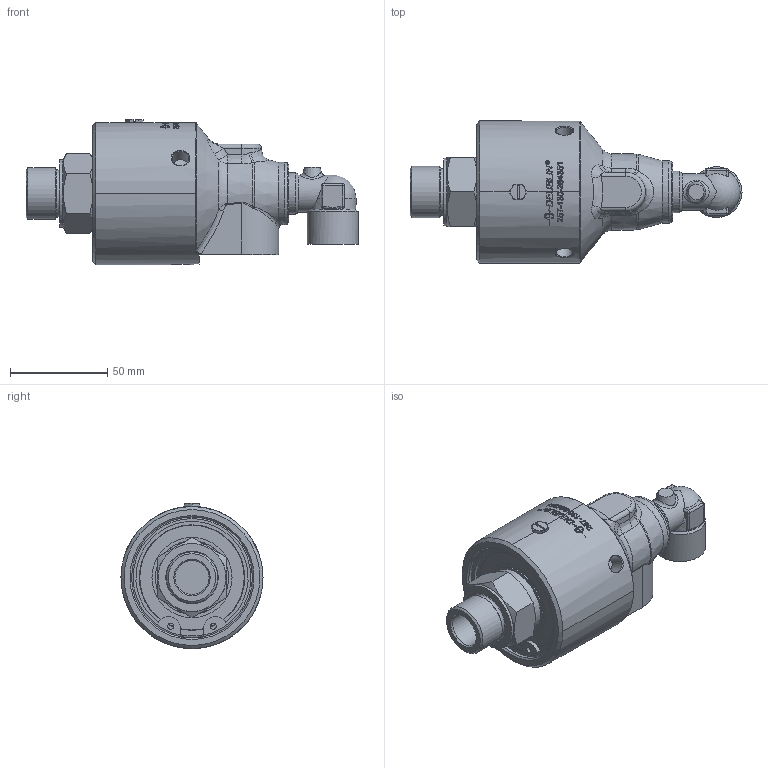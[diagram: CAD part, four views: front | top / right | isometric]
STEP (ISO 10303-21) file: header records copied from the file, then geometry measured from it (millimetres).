
FILE_DESCRIPTION(/* description */ (''),/* implementation_level */ '2;1');
FILE_NAME(/* name */ '257-130-284351-IC.stp',/* time_stamp */ '2020-05-17T14:16:45-05:00',/* author */ ('Moorera'),/* organization */ (''),/* preprocessor_version */ 'ST-DEVELOPER v18.1',/* originating_system */ 'Autodesk Inventor 2020',/* authorisation */ '');
FILE_SCHEMA (('AUTOMOTIVE_DESIGN { 1 0 10303 214 3 1 1 }'));
Length unit declared in the file: millimetre
Products named in the file (1): 257-130-284351-IC
Bounding box: 170.58 x 73 x 74.59 mm (x, y, z)
Volume: 325242.4 mm3; surface area: 45139.1 mm2
Topology: 1 solids, 5 shells, 624 faces, 1655 edges, 1075 vertices
Faces by surface type: plane 281, bspline 176, cylinder 101, cone 42, sphere 13, torus 11
Full cylindrical faces by diameter (mm): 3.12 x4, 5.359 x1, 8.6 x3, 11.445 x1, 17.475 x1, 17.5 x1, 19 x1, 24.117 x1, 26 x1, 26.441 x1, 27 x1, 29.3 x1, 32 x1, 34.9 x1, 35 x1, 41.2 x1, 53.7 x1, 54.1 x1, 62 x1, 62.05 x1, 66.9 x1
Entity records: 26035 total; most frequent: CARTESIAN_POINT 11121, ORIENTED_EDGE 3282, DIRECTION 2725, EDGE_CURVE 1641, AXIS2_PLACEMENT_3D 1079, VERTEX_POINT 1075, EDGE_LOOP 680, FACE_OUTER_BOUND 624
